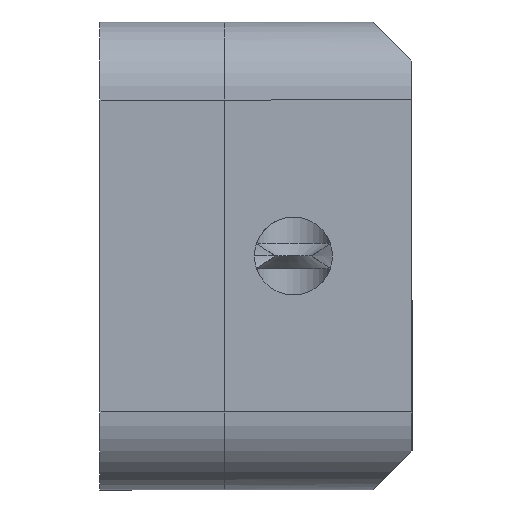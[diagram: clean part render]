
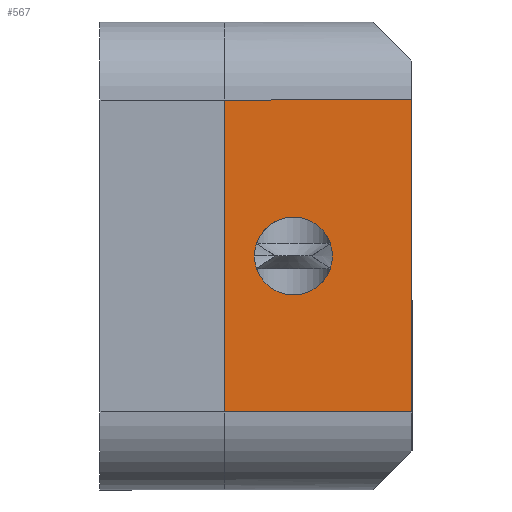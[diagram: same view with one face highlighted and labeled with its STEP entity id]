
A CAD part, left-side view. The second image highlights one B-rep face of the part: STEP entity #567.
In plain terms, the highlighted planar face has unit normal (-1, 0, 0).
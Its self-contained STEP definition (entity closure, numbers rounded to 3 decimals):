
#55 = DIRECTION ( 'NONE',  ( 0., 0., -1. ) ) ;
#58 = CARTESIAN_POINT ( 'NONE',  ( -22.5, -7.5, 6. ) ) ;
#124 = DIRECTION ( 'NONE',  ( -1., 0., 0. ) ) ;
#135 = DIRECTION ( 'NONE',  ( 0., 0., 1. ) ) ;
#136 = ORIENTED_EDGE ( 'NONE', *, *, #1236, .F. ) ;
#177 = ORIENTED_EDGE ( 'NONE', *, *, #1038, .F. ) ;
#254 = AXIS2_PLACEMENT_3D ( 'NONE', #1569, #767, #1551 ) ;
#260 = VERTEX_POINT ( 'NONE', #307 ) ;
#272 = FACE_BOUND ( 'NONE', #1145, .T. ) ;
#307 = CARTESIAN_POINT ( 'NONE',  ( -22.5, -5., 0. ) ) ;
#309 = ORIENTED_EDGE ( 'NONE', *, *, #1669, .T. ) ;
#327 = LINE ( 'NONE', #1774, #688 ) ;
#375 = ORIENTED_EDGE ( 'NONE', *, *, #1529, .T. ) ;
#382 = DIRECTION ( 'NONE',  ( 0., -1., 0. ) ) ;
#416 = VERTEX_POINT ( 'NONE', #2004 ) ;
#493 = CARTESIAN_POINT ( 'NONE',  ( -22.5, 0., 5.05 ) ) ;
#567 = ADVANCED_FACE ( 'NONE', ( #272, #1715 ), #1725, .F. ) ;
#684 = CIRCLE ( 'NONE', #1671, 1.25 ) ;
#688 = VECTOR ( 'NONE', #1964, 1000. ) ;
#702 = VERTEX_POINT ( 'NONE', #1296 ) ;
#767 = DIRECTION ( 'NONE',  ( 1., 0., 0. ) ) ;
#834 = DIRECTION ( 'NONE',  ( -1., 0., 0. ) ) ;
#961 = CIRCLE ( 'NONE', #1475, 1.25 ) ;
#962 = VERTEX_POINT ( 'NONE', #1536 ) ;
#1022 = LINE ( 'NONE', #58, #1339 ) ;
#1038 = EDGE_CURVE ( 'NONE', #1944, #962, #684, .T. ) ;
#1043 = CARTESIAN_POINT ( 'NONE',  ( -22.5, 5., 6. ) ) ;
#1093 = CARTESIAN_POINT ( 'NONE',  ( -22.5, 0., 3.8 ) ) ;
#1125 = ORIENTED_EDGE ( 'NONE', *, *, #1555, .T. ) ;
#1145 = EDGE_LOOP ( 'NONE', ( #177, #1209 ) ) ;
#1157 = LINE ( 'NONE', #1043, #1643 ) ;
#1178 = EDGE_LOOP ( 'NONE', ( #136, #309, #375, #1125 ) ) ;
#1209 = ORIENTED_EDGE ( 'NONE', *, *, #1340, .F. ) ;
#1236 = EDGE_CURVE ( 'NONE', #416, #1574, #1022, .T. ) ;
#1263 = CARTESIAN_POINT ( 'NONE',  ( -22.5, 0., 3.8 ) ) ;
#1296 = CARTESIAN_POINT ( 'NONE',  ( -22.5, 5., 0. ) ) ;
#1339 = VECTOR ( 'NONE', #382, 1000. ) ;
#1340 = EDGE_CURVE ( 'NONE', #962, #1944, #961, .T. ) ;
#1464 = LINE ( 'NONE', #1973, #1549 ) ;
#1475 = AXIS2_PLACEMENT_3D ( 'NONE', #1263, #124, #135 ) ;
#1529 = EDGE_CURVE ( 'NONE', #702, #260, #327, .T. ) ;
#1536 = CARTESIAN_POINT ( 'NONE',  ( -22.5, 0., 2.55 ) ) ;
#1549 = VECTOR ( 'NONE', #1792, 1000. ) ;
#1551 = DIRECTION ( 'NONE',  ( 0., 0., -1. ) ) ;
#1555 = EDGE_CURVE ( 'NONE', #260, #1574, #1464, .T. ) ;
#1569 = CARTESIAN_POINT ( 'NONE',  ( -22.5, -7.5, 6. ) ) ;
#1574 = VERTEX_POINT ( 'NONE', #1639 ) ;
#1597 = DIRECTION ( 'NONE',  ( 0., 0., 1. ) ) ;
#1639 = CARTESIAN_POINT ( 'NONE',  ( -22.5, -5., 6. ) ) ;
#1643 = VECTOR ( 'NONE', #55, 1000. ) ;
#1669 = EDGE_CURVE ( 'NONE', #416, #702, #1157, .T. ) ;
#1671 = AXIS2_PLACEMENT_3D ( 'NONE', #1093, #834, #1597 ) ;
#1715 = FACE_OUTER_BOUND ( 'NONE', #1178, .T. ) ;
#1725 = PLANE ( 'NONE',  #254 ) ;
#1774 = CARTESIAN_POINT ( 'NONE',  ( -22.5, -7.5, 0. ) ) ;
#1792 = DIRECTION ( 'NONE',  ( 0., 0., 1. ) ) ;
#1944 = VERTEX_POINT ( 'NONE', #493 ) ;
#1964 = DIRECTION ( 'NONE',  ( 0., -1., 0. ) ) ;
#1973 = CARTESIAN_POINT ( 'NONE',  ( -22.5, -5., 6. ) ) ;
#2004 = CARTESIAN_POINT ( 'NONE',  ( -22.5, 5., 6. ) ) ;
